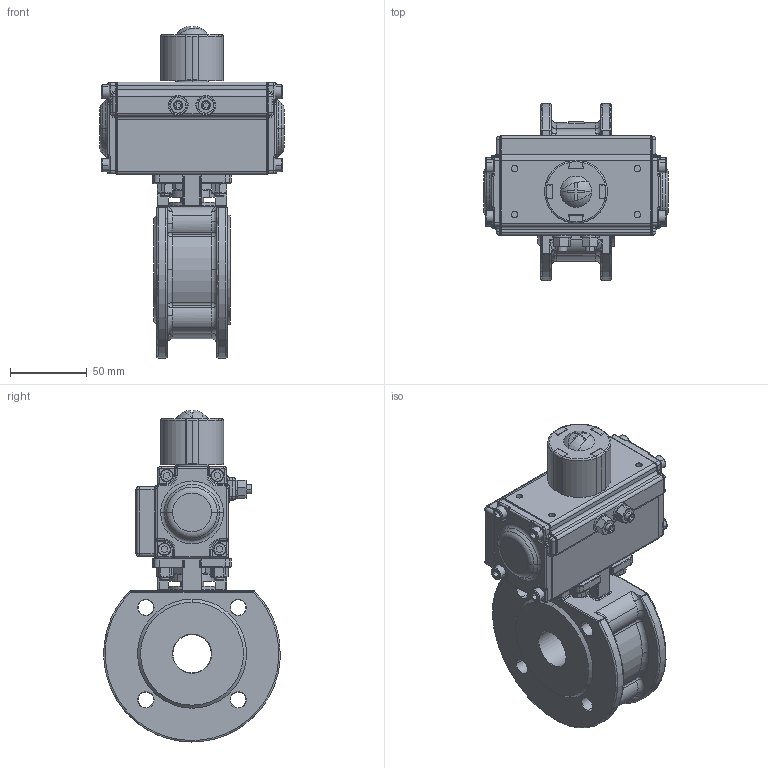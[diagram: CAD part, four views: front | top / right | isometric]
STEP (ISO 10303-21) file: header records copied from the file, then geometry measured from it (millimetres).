
FILE_DESCRIPTION(('HOOPS Exchange Step'),'2;1');
FILE_NAME('PK0700_DN25.stp','2025-05-09T10:22:59+02:00',('nieru'),('Unknown organisation'),'HOOPS Exchange 2024.2','HOOPS Exchange','Unknown authorisation');
FILE_SCHEMA( ('AP203_CONFIGURATION_CONTROLLED_3D_DESIGN_OF_MECHANICAL_PARTS_AND_ASSEMBLIES_MIM_LF') );
Length unit declared in the file: millimetre
Products named in the file (5): 0; root
Assembly tree (4 placements, depth 3):
  root
    0
      0
      0
      0
Bounding box: 120 x 114.87 x 216.15 mm (x, y, z)
Volume: 632279.8 mm3; surface area: 152062.2 mm2
Topology: 36 solids, 36 shells, 1823 faces, 4378 edges, 2595 vertices
Faces by surface type: cylinder 629, plane 515, torus 227, bspline 195, cone 187, sphere 70
Full cylindrical faces by diameter (mm): 5 x1, 12.966 x1, 15 x1, 25 x1
Entity records: 74863 total; most frequent: CARTESIAN_POINT 34071, ORIENTED_EDGE 8598, DIRECTION 8298, EDGE_CURVE 4299, AXIS2_PLACEMENT_3D 3261, VERTEX_POINT 2597, EDGE_LOOP 1964, FACE_BOUND 1964
